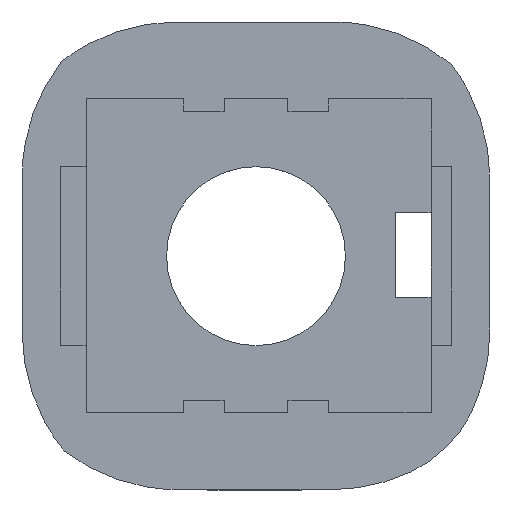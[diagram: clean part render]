
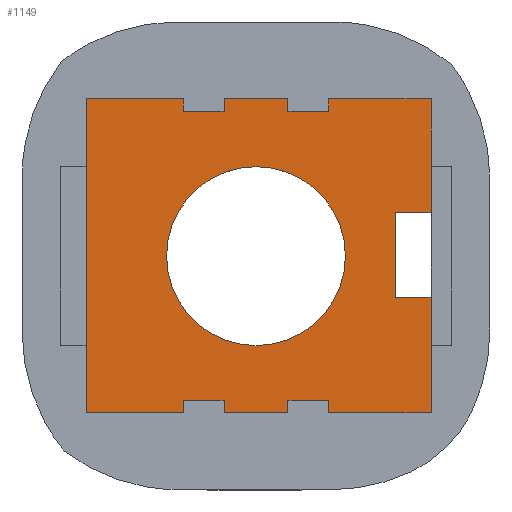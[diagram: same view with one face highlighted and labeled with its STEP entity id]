
A CAD part, top view. The second image highlights one B-rep face of the part: STEP entity #1149.
In plain terms, the highlighted planar face has unit normal (0, 0, 1).
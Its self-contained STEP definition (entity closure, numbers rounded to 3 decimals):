
#32=CARTESIAN_POINT('',(-23.1,-6.2,-4.7));
#33=VERTEX_POINT('',#32);
#34=CARTESIAN_POINT('',(-36.6,-6.2,-4.7));
#35=VERTEX_POINT('',#34);
#36=CARTESIAN_POINT('',(-23.1,-6.2,-4.7));
#37=DIRECTION('',(-1.,0.,0.));
#38=VECTOR('',#37,13.5);
#39=LINE('',#36,#38);
#40=EDGE_CURVE('',#33,#35,#39,.T.);
#1067=CARTESIAN_POINT('',(-20.8,-0.05,-4.7));
#1068=DIRECTION('',(0.,0.,1.));
#1069=DIRECTION('',(1.,0.,0.));
#1070=AXIS2_PLACEMENT_3D('',#1067,#1068,#1069);
#1071=PLANE('',#1070);
#1072=CARTESIAN_POINT('',(-36.6,6.1,-4.7));
#1073=VERTEX_POINT('',#1072);
#1074=CARTESIAN_POINT('',(-36.6,-6.2,-4.7));
#1075=DIRECTION('',(0.,1.,0.));
#1076=VECTOR('',#1075,12.3);
#1077=LINE('',#1074,#1076);
#1078=EDGE_CURVE('',#35,#1073,#1077,.T.);
#1079=ORIENTED_EDGE('',*,*,#1078,.F.);
#1080=ORIENTED_EDGE('',*,*,#40,.F.);
#1081=CARTESIAN_POINT('',(-23.1,-1.65,-4.7));
#1082=VERTEX_POINT('',#1081);
#1083=CARTESIAN_POINT('',(-23.1,-1.65,-4.7));
#1084=DIRECTION('',(0.,-1.,0.));
#1085=VECTOR('',#1084,4.55);
#1086=LINE('',#1083,#1085);
#1087=EDGE_CURVE('',#1082,#33,#1086,.T.);
#1088=ORIENTED_EDGE('',*,*,#1087,.F.);
#1089=CARTESIAN_POINT('',(-24.5,-1.65,-4.7));
#1090=VERTEX_POINT('',#1089);
#1091=CARTESIAN_POINT('',(-23.1,-1.65,-4.7));
#1092=DIRECTION('',(-1.,0.,0.));
#1093=VECTOR('',#1092,1.4);
#1094=LINE('',#1091,#1093);
#1095=EDGE_CURVE('',#1082,#1090,#1094,.T.);
#1096=ORIENTED_EDGE('',*,*,#1095,.T.);
#1097=CARTESIAN_POINT('',(-24.5,1.65,-4.7));
#1098=VERTEX_POINT('',#1097);
#1099=CARTESIAN_POINT('',(-24.5,1.65,-4.7));
#1100=DIRECTION('',(0.,-1.,0.));
#1101=VECTOR('',#1100,3.3);
#1102=LINE('',#1099,#1101);
#1103=EDGE_CURVE('',#1098,#1090,#1102,.T.);
#1104=ORIENTED_EDGE('',*,*,#1103,.F.);
#1105=CARTESIAN_POINT('',(-23.1,1.65,-4.7));
#1106=VERTEX_POINT('',#1105);
#1107=CARTESIAN_POINT('',(-23.1,1.65,-4.7));
#1108=DIRECTION('',(-1.,0.,0.));
#1109=VECTOR('',#1108,1.4);
#1110=LINE('',#1107,#1109);
#1111=EDGE_CURVE('',#1106,#1098,#1110,.T.);
#1112=ORIENTED_EDGE('',*,*,#1111,.F.);
#1113=CARTESIAN_POINT('',(-23.1,6.1,-4.7));
#1114=VERTEX_POINT('',#1113);
#1115=CARTESIAN_POINT('',(-23.1,6.1,-4.7));
#1116=DIRECTION('',(0.,-1.,0.));
#1117=VECTOR('',#1116,4.45);
#1118=LINE('',#1115,#1117);
#1119=EDGE_CURVE('',#1114,#1106,#1118,.T.);
#1120=ORIENTED_EDGE('',*,*,#1119,.F.);
#1121=CARTESIAN_POINT('',(-36.6,6.1,-4.7));
#1122=DIRECTION('',(1.,0.,-0.));
#1123=VECTOR('',#1122,13.5);
#1124=LINE('',#1121,#1123);
#1125=EDGE_CURVE('',#1073,#1114,#1124,.T.);
#1126=ORIENTED_EDGE('',*,*,#1125,.F.);
#1127=EDGE_LOOP('',(#1079,#1080,#1088,#1096,#1104,#1112,#1120,#1126));
#1128=FACE_BOUND('',#1127,.T.);
#1129=CARTESIAN_POINT('',(-29.95,-3.55,-4.7));
#1130=VERTEX_POINT('',#1129);
#1131=CARTESIAN_POINT('',(-26.45,-0.05,-4.7));
#1132=VERTEX_POINT('',#1131);
#1133=CARTESIAN_POINT('',(-29.95,-0.05,-4.7));
#1134=DIRECTION('',(0.,0.,1.));
#1135=DIRECTION('',(1.,0.,-0.));
#1136=AXIS2_PLACEMENT_3D('',#1133,#1134,#1135);
#1137=CIRCLE('',#1136,3.5);
#1138=EDGE_CURVE('',#1130,#1132,#1137,.T.);
#1139=ORIENTED_EDGE('',*,*,#1138,.F.);
#1140=CARTESIAN_POINT('',(-29.95,-0.05,-4.7));
#1141=DIRECTION('',(0.,0.,1.));
#1142=DIRECTION('',(1.,0.,-0.));
#1143=AXIS2_PLACEMENT_3D('',#1140,#1141,#1142);
#1144=CIRCLE('',#1143,3.5);
#1145=EDGE_CURVE('',#1132,#1130,#1144,.T.);
#1146=ORIENTED_EDGE('',*,*,#1145,.F.);
#1147=EDGE_LOOP('',(#1139,#1146));
#1148=FACE_BOUND('',#1147,.T.);
#1149=ADVANCED_FACE('',(#1128,#1148),#1071,.T.);
